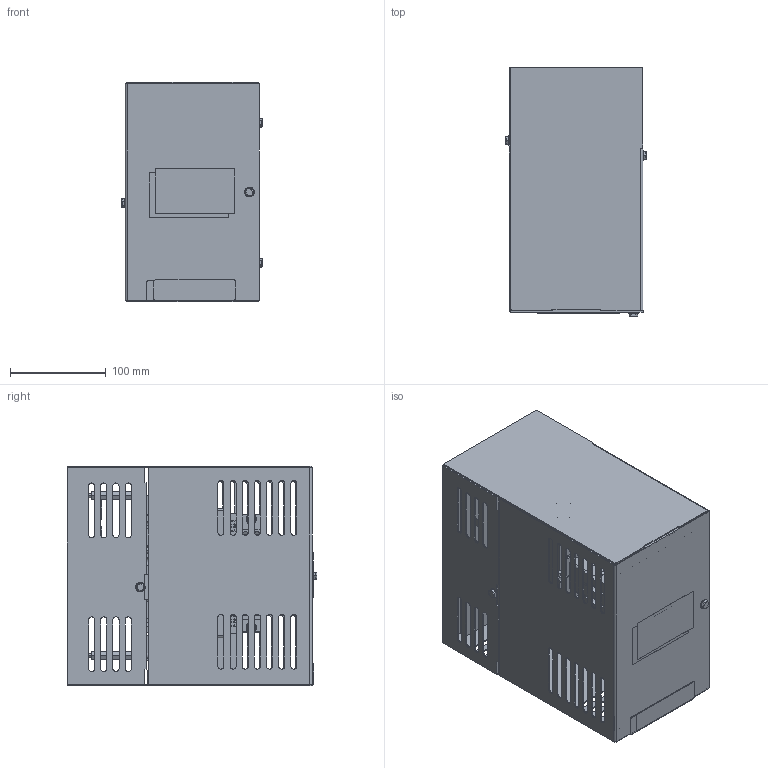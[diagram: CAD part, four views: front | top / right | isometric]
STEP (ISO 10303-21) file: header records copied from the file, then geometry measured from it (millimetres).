
FILE_DESCRIPTION (( 'STEP AP214' ), '1' );
FILE_NAME ('VTF-246-KMN-N1.STEP', '2024-08-26T14:02:00', ( '' ), ( '' ), 'SwSTEP 2.0', 'SolidWorks 2021', '' );
FILE_SCHEMA (( 'AUTOMOTIVE_DESIGN' ));
Length unit declared in the file: inch
Products named in the file (1): VTF-246-KMN-N1
Bounding box: 146.99 x 260.2 x 228.6 mm (x, y, z)
Volume: 837520.3 mm3; surface area: 786398.4 mm2
Topology: 42 solids, 44 shells, 2962 faces, 7918 edges, 5120 vertices
Faces by surface type: plane 1795, cylinder 732, bspline 245, cone 182, torus 8
Entity records: 95647 total; most frequent: CARTESIAN_POINT 21658, ORIENTED_EDGE 15836, DIRECTION 14288, EDGE_CURVE 7918, LINE 5252, VECTOR 5252, VERTEX_POINT 5120, AXIS2_PLACEMENT_3D 4518
